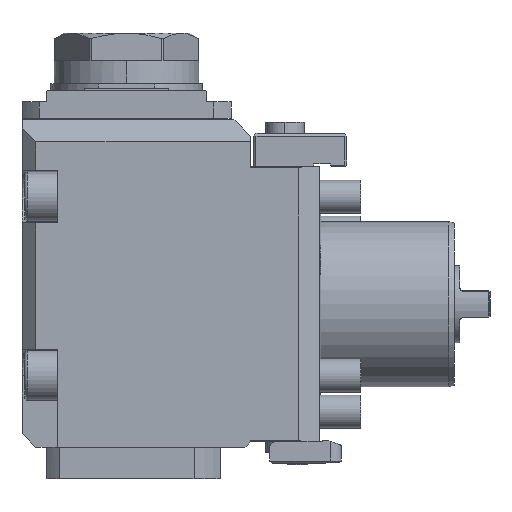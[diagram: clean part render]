
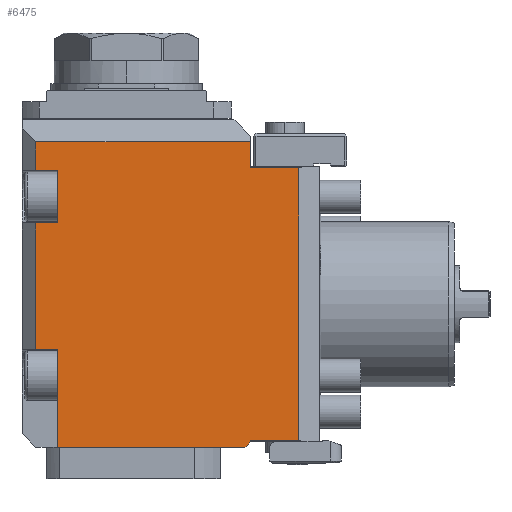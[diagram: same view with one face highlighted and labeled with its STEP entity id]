
A CAD part, front view. The second image highlights one B-rep face of the part: STEP entity #6475.
In plain terms, the highlighted planar face has unit normal (0, -1, 0).
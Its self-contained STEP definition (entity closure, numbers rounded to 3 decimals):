
#720=DIRECTION('',(0.,0.,-1.));
#721=VECTOR('',#720,9.5);
#722=CARTESIAN_POINT('',(-25.,-47.,59.));
#723=LINE('',#722,#721);
#1245=DIRECTION('',(0.,0.,-1.));
#1246=VECTOR('',#1245,0.5);
#1247=CARTESIAN_POINT('',(-25.,-47.,-49.5));
#1248=LINE('',#1247,#1246);
#1321=DIRECTION('',(-1.,0.,0.));
#1322=VECTOR('',#1321,17.536);
#1323=CARTESIAN_POINT('',(-7.464,-47.,-49.5));
#1324=LINE('',#1323,#1322);
#1325=DIRECTION('',(0.707,0.,0.707));
#1326=VECTOR('',#1325,2.828);
#1327=CARTESIAN_POINT('',(-27.,-47.,-52.));
#1328=LINE('',#1327,#1326);
#1329=DIRECTION('',(0.,0.,1.));
#1330=VECTOR('',#1329,35.5);
#1331=CARTESIAN_POINT('',(-95.,-47.,-52.));
#1332=LINE('',#1331,#1330);
#1333=DIRECTION('',(1.,0.,0.));
#1334=VECTOR('',#1333,8.);
#1335=CARTESIAN_POINT('',(-103.,-47.,-16.5));
#1336=LINE('',#1335,#1334);
#1337=DIRECTION('',(0.,0.,-1.));
#1338=VECTOR('',#1337,46.);
#1339=CARTESIAN_POINT('',(-103.,-47.,29.5));
#1340=LINE('',#1339,#1338);
#1341=DIRECTION('',(1.,0.,0.));
#1342=VECTOR('',#1341,8.);
#1343=CARTESIAN_POINT('',(-103.,-47.,29.5));
#1344=LINE('',#1343,#1342);
#1345=DIRECTION('',(0.,0.,1.));
#1346=VECTOR('',#1345,19.);
#1347=CARTESIAN_POINT('',(-95.,-47.,29.5));
#1348=LINE('',#1347,#1346);
#1349=DIRECTION('',(1.,0.,0.));
#1350=VECTOR('',#1349,8.);
#1351=CARTESIAN_POINT('',(-103.,-47.,48.5));
#1352=LINE('',#1351,#1350);
#1353=DIRECTION('',(0.,0.,-1.));
#1354=VECTOR('',#1353,10.5);
#1355=CARTESIAN_POINT('',(-103.,-47.,59.));
#1356=LINE('',#1355,#1354);
#1357=DIRECTION('',(-1.,0.,0.));
#1358=VECTOR('',#1357,78.);
#1359=CARTESIAN_POINT('',(-25.,-47.,59.));
#1360=LINE('',#1359,#1358);
#1361=DIRECTION('',(-1.,0.,0.));
#1362=VECTOR('',#1361,17.536);
#1363=CARTESIAN_POINT('',(-7.464,-47.,49.5));
#1364=LINE('',#1363,#1362);
#1365=DIRECTION('',(0.,0.,-1.));
#1366=VECTOR('',#1365,99.);
#1367=CARTESIAN_POINT('',(-7.464,-47.,49.5));
#1368=LINE('',#1367,#1366);
#1387=DIRECTION('',(1.,0.,0.));
#1388=VECTOR('',#1387,68.);
#1389=CARTESIAN_POINT('',(-95.,-47.,-52.));
#1390=LINE('',#1389,#1388);
#3996=CARTESIAN_POINT('',(-7.464,-47.,-49.5));
#3998=VERTEX_POINT('',#3996);
#4001=CARTESIAN_POINT('',(-7.464,-47.,49.5));
#4003=VERTEX_POINT('',#4001);
#4075=CARTESIAN_POINT('',(-95.,-47.,-16.5));
#4076=VERTEX_POINT('',#4075);
#4079=CARTESIAN_POINT('',(-103.,-47.,-16.5));
#4081=VERTEX_POINT('',#4079);
#4095=CARTESIAN_POINT('',(-103.,-47.,29.5));
#4096=VERTEX_POINT('',#4095);
#4099=CARTESIAN_POINT('',(-95.,-47.,-52.));
#4100=VERTEX_POINT('',#4099);
#4111=CARTESIAN_POINT('',(-95.,-47.,29.5));
#4112=CARTESIAN_POINT('',(-95.,-47.,48.5));
#4113=VERTEX_POINT('',#4111);
#4114=VERTEX_POINT('',#4112);
#4119=CARTESIAN_POINT('',(-103.,-47.,48.5));
#4121=VERTEX_POINT('',#4119);
#4153=CARTESIAN_POINT('',(-103.,-47.,59.));
#4155=VERTEX_POINT('',#4153);
#4157=CARTESIAN_POINT('',(-25.,-47.,59.));
#4158=VERTEX_POINT('',#4157);
#4175=CARTESIAN_POINT('',(-27.,-47.,-52.));
#4176=VERTEX_POINT('',#4175);
#4177=CARTESIAN_POINT('',(-25.,-47.,-50.));
#4178=VERTEX_POINT('',#4177);
#4187=CARTESIAN_POINT('',(-25.,-47.,-49.5));
#4188=VERTEX_POINT('',#4187);
#4189=CARTESIAN_POINT('',(-25.,-47.,49.5));
#4190=VERTEX_POINT('',#4189);
#6444=CARTESIAN_POINT('',(-25.,-47.,50.));
#6445=DIRECTION('',(0.,1.,0.));
#6446=DIRECTION('',(0.,0.,-1.));
#6447=AXIS2_PLACEMENT_3D('',#6444,#6445,#6446);
#6448=PLANE('',#6447);
#6449=ORIENTED_EDGE('',*,*,#6298,.T.);
#6450=ORIENTED_EDGE('',*,*,#6313,.T.);
#6451=ORIENTED_EDGE('',*,*,#6330,.F.);
#6453=ORIENTED_EDGE('',*,*,#6452,.F.);
#6455=ORIENTED_EDGE('',*,*,#6454,.T.);
#6457=ORIENTED_EDGE('',*,*,#6456,.F.);
#6459=ORIENTED_EDGE('',*,*,#6458,.F.);
#6461=ORIENTED_EDGE('',*,*,#6460,.T.);
#6463=ORIENTED_EDGE('',*,*,#6462,.T.);
#6465=ORIENTED_EDGE('',*,*,#6464,.F.);
#6467=ORIENTED_EDGE('',*,*,#6466,.F.);
#6468=ORIENTED_EDGE('',*,*,#6433,.F.);
#6469=ORIENTED_EDGE('',*,*,#5615,.T.);
#6471=ORIENTED_EDGE('',*,*,#6470,.F.);
#6472=ORIENTED_EDGE('',*,*,#6281,.T.);
#6473=EDGE_LOOP('',(#6449,#6450,#6451,#6453,#6455,#6457,#6459,#6461,#6463,#6465,
#6467,#6468,#6469,#6471,#6472));
#6474=FACE_OUTER_BOUND('',#6473,.F.);
#6475=ADVANCED_FACE('',(#6474),#6448,.F.);
#5615=EDGE_CURVE('',#4158,#4190,#723,.T.);
#6281=EDGE_CURVE('',#4003,#3998,#1368,.T.);
#6298=EDGE_CURVE('',#3998,#4188,#1324,.T.);
#6313=EDGE_CURVE('',#4188,#4178,#1248,.T.);
#6330=EDGE_CURVE('',#4176,#4178,#1328,.T.);
#6433=EDGE_CURVE('',#4158,#4155,#1360,.T.);
#6452=EDGE_CURVE('',#4100,#4176,#1390,.T.);
#6454=EDGE_CURVE('',#4100,#4076,#1332,.T.);
#6456=EDGE_CURVE('',#4081,#4076,#1336,.T.);
#6458=EDGE_CURVE('',#4096,#4081,#1340,.T.);
#6460=EDGE_CURVE('',#4096,#4113,#1344,.T.);
#6462=EDGE_CURVE('',#4113,#4114,#1348,.T.);
#6464=EDGE_CURVE('',#4121,#4114,#1352,.T.);
#6466=EDGE_CURVE('',#4155,#4121,#1356,.T.);
#6470=EDGE_CURVE('',#4003,#4190,#1364,.T.);
